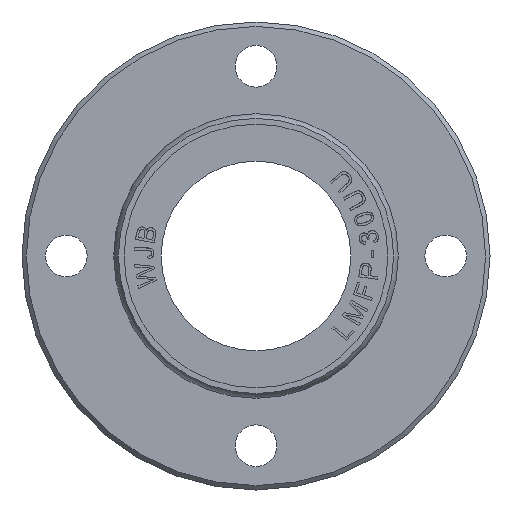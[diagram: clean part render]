
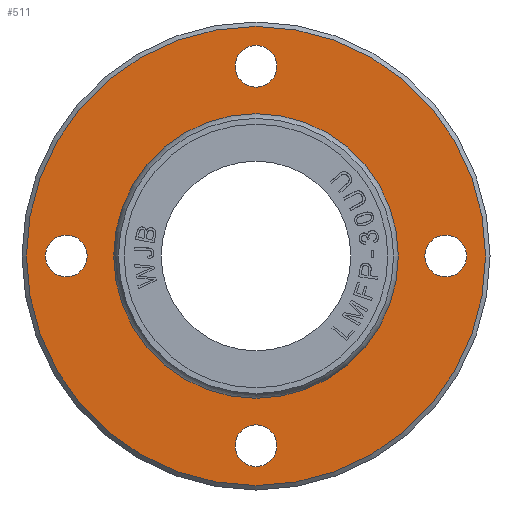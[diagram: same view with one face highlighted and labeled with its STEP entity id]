
A CAD part, left-side view. The second image highlights one B-rep face of the part: STEP entity #511.
In plain terms, the highlighted planar face has unit normal (-1, 0, 0).
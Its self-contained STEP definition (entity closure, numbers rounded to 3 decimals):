
#511=ADVANCED_FACE('',(#1626,#1627,#1628,#1629,#1630,#1631),#862,.T.);
#862=PLANE('',#6357);
#1099=CIRCLE('',#6348,36.3);
#1101=CIRCLE('',#6352,22.127);
#1102=CIRCLE('',#6353,3.3);
#1103=CIRCLE('',#6354,3.3);
#1104=CIRCLE('',#6355,3.3);
#1105=CIRCLE('',#6356,3.3);
#1626=FACE_BOUND('',#1751,.T.);
#1627=FACE_BOUND('',#1752,.T.);
#1628=FACE_BOUND('',#1753,.T.);
#1629=FACE_BOUND('',#1754,.T.);
#1630=FACE_BOUND('',#1755,.T.);
#1631=FACE_BOUND('',#1756,.T.);
#1751=EDGE_LOOP('',(#2398));
#1752=EDGE_LOOP('',(#2399));
#1753=EDGE_LOOP('',(#2400));
#1754=EDGE_LOOP('',(#2401));
#1755=EDGE_LOOP('',(#2402));
#1756=EDGE_LOOP('',(#2403));
#2398=ORIENTED_EDGE('',*,*,#4705,.F.);
#2399=ORIENTED_EDGE('',*,*,#4707,.F.);
#2400=ORIENTED_EDGE('',*,*,#4708,.T.);
#2401=ORIENTED_EDGE('',*,*,#4709,.T.);
#2402=ORIENTED_EDGE('',*,*,#4710,.T.);
#2403=ORIENTED_EDGE('',*,*,#4711,.T.);
#4119=VERTEX_POINT('',#9516);
#4121=VERTEX_POINT('',#9522);
#4122=VERTEX_POINT('',#9524);
#4123=VERTEX_POINT('',#9526);
#4124=VERTEX_POINT('',#9528);
#4125=VERTEX_POINT('',#9530);
#4705=EDGE_CURVE('',#4119,#4119,#1099,.T.);
#4707=EDGE_CURVE('',#4121,#4121,#1101,.T.);
#4708=EDGE_CURVE('',#4122,#4122,#1102,.T.);
#4709=EDGE_CURVE('',#4123,#4123,#1103,.T.);
#4710=EDGE_CURVE('',#4124,#4124,#1104,.T.);
#4711=EDGE_CURVE('',#4125,#4125,#1105,.T.);
#6348=AXIS2_PLACEMENT_3D('',#9515,#6865,#6866);
#6352=AXIS2_PLACEMENT_3D('',#9521,#6873,#6874);
#6353=AXIS2_PLACEMENT_3D('',#9523,#6875,#6876);
#6354=AXIS2_PLACEMENT_3D('',#9525,#6877,#6878);
#6355=AXIS2_PLACEMENT_3D('',#9527,#6879,#6880);
#6356=AXIS2_PLACEMENT_3D('',#9529,#6881,#6882);
#6357=AXIS2_PLACEMENT_3D('',#9531,#6883,#6884);
#6865=DIRECTION('',(1.,0.,0.));
#6866=DIRECTION('',(0.,0.,-1.));
#6873=DIRECTION('',(-1.,0.,0.));
#6874=DIRECTION('',(0.,0.,1.));
#6875=DIRECTION('',(1.,0.,0.));
#6876=DIRECTION('',(0.,1.,0.));
#6877=DIRECTION('',(1.,0.,0.));
#6878=DIRECTION('',(0.,1.,0.));
#6879=DIRECTION('',(1.,0.,0.));
#6880=DIRECTION('',(0.,1.,0.));
#6881=DIRECTION('',(1.,0.,0.));
#6882=DIRECTION('',(0.,1.,0.));
#6883=DIRECTION('',(-1.,0.,0.));
#6884=DIRECTION('',(0.,0.,1.));
#9515=CARTESIAN_POINT('',(10.,0.,0.));
#9516=CARTESIAN_POINT('',(10.,0.,36.3));
#9521=CARTESIAN_POINT('',(10.,0.,0.));
#9522=CARTESIAN_POINT('',(10.,0.,22.127));
#9523=CARTESIAN_POINT('',(10.,30.,0.));
#9524=CARTESIAN_POINT('',(10.,26.7,0.));
#9525=CARTESIAN_POINT('',(10.,-30.,0.));
#9526=CARTESIAN_POINT('',(10.,-33.3,0.));
#9527=CARTESIAN_POINT('',(10.,0.,30.));
#9528=CARTESIAN_POINT('',(10.,-3.3,30.));
#9529=CARTESIAN_POINT('',(10.,0.,-30.));
#9530=CARTESIAN_POINT('',(10.,-3.3,-30.));
#9531=CARTESIAN_POINT('',(10.,0.,29.563));
